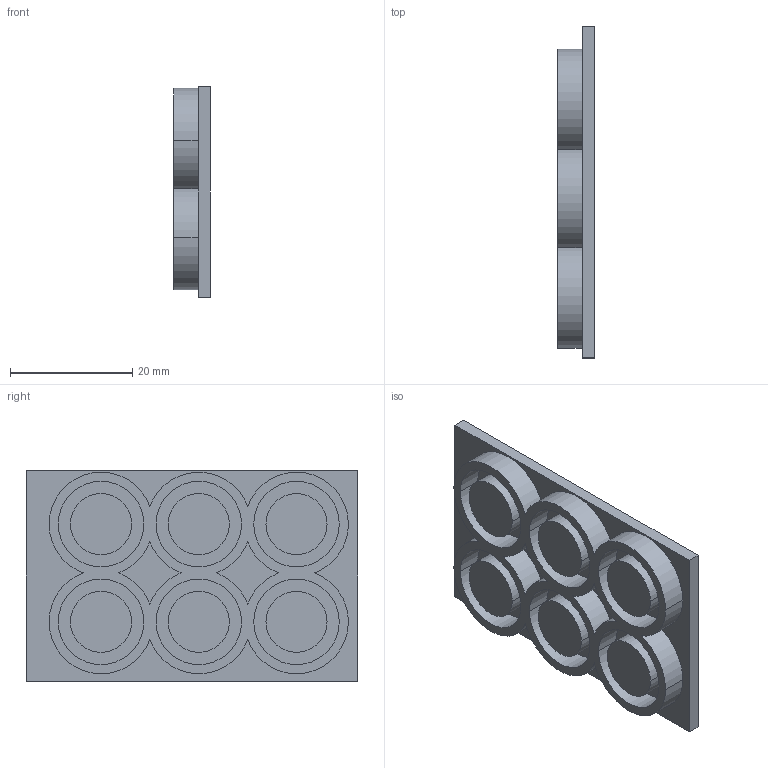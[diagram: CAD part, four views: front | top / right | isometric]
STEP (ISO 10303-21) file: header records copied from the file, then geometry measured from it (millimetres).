
FILE_DESCRIPTION(('CATIA V5 STEP Exchange'),'2;1');
FILE_NAME('BOS_V2_LEVEL_SENSOR_JOINT_1.stp','2023-11-28T09:40:20+00:00',('none'),('none'),'CATIA Unofficial Packaging Version SP3','CATIA V5 STEP AP203','none');
FILE_SCHEMA(('CONFIG_CONTROL_DESIGN'));
Length unit declared in the file: millimetre
Products named in the file (1): BOS_V2_LEVEL_SENSOR_JOINT_1
Bounding box: 6 x 54.3 x 34.39 mm (x, y, z)
Volume: 7264.5 mm3; surface area: 6852.3 mm2
Topology: 1 solids, 1 shells, 63 faces, 138 edges, 92 vertices
Faces by surface type: cylinder 42, plane 21
Entity records: 1543 total; most frequent: ORIENTED_EDGE 276, CARTESIAN_POINT 256, DIRECTION 188, EDGE_CURVE 138, AXIS2_PLACEMENT_3D 110, VERTEX_POINT 92, CIRCLE 84, EDGE_LOOP 78
